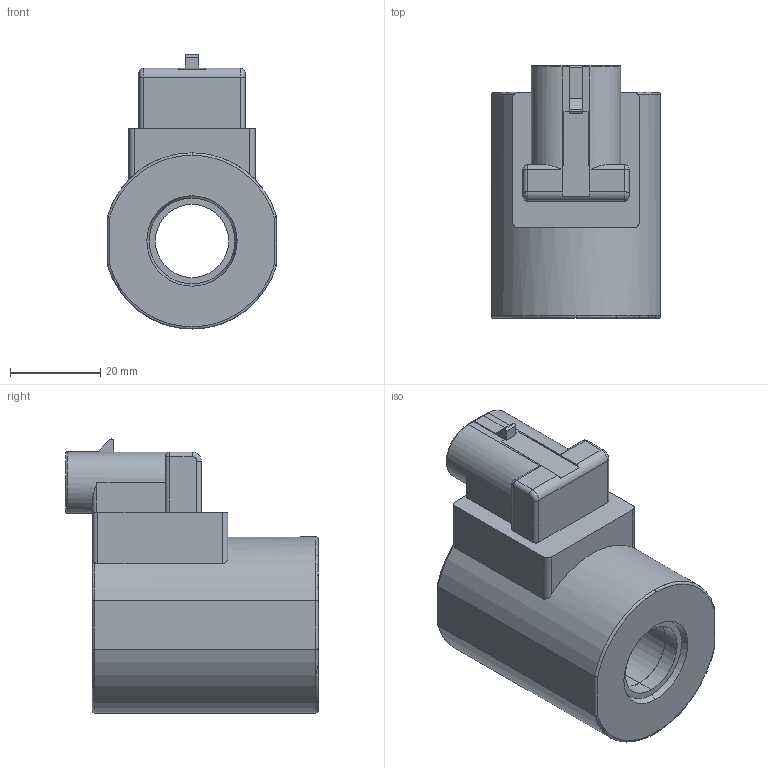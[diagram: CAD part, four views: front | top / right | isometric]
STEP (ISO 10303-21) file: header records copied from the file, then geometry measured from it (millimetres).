
FILE_DESCRIPTION (( 'STEP AP203' ), '1' );
FILE_NAME ('EC16B260K.STEP', '2021-05-07T00:55:31', ( '' ), ( '' ), 'SwSTEP 2.0', 'SolidWorks 2018', '' );
FILE_SCHEMA (( 'CONFIG_CONTROL_DESIGN' ));
Length unit declared in the file: millimetre
Products named in the file (1): EC16B260K
Bounding box: 37.5 x 55.9 x 60.7 mm (x, y, z)
Volume: 60306.6 mm3; surface area: 13947.9 mm2
Topology: 1 solids, 1 shells, 129 faces, 319 edges, 198 vertices
Faces by surface type: plane 69, cylinder 42, torus 12, cone 4, sphere 2
Entity records: 3930 total; most frequent: CARTESIAN_POINT 771, DIRECTION 651, ORIENTED_EDGE 634, EDGE_CURVE 317, AXIS2_PLACEMENT_3D 224, LINE 203, VECTOR 203, VERTEX_POINT 198
